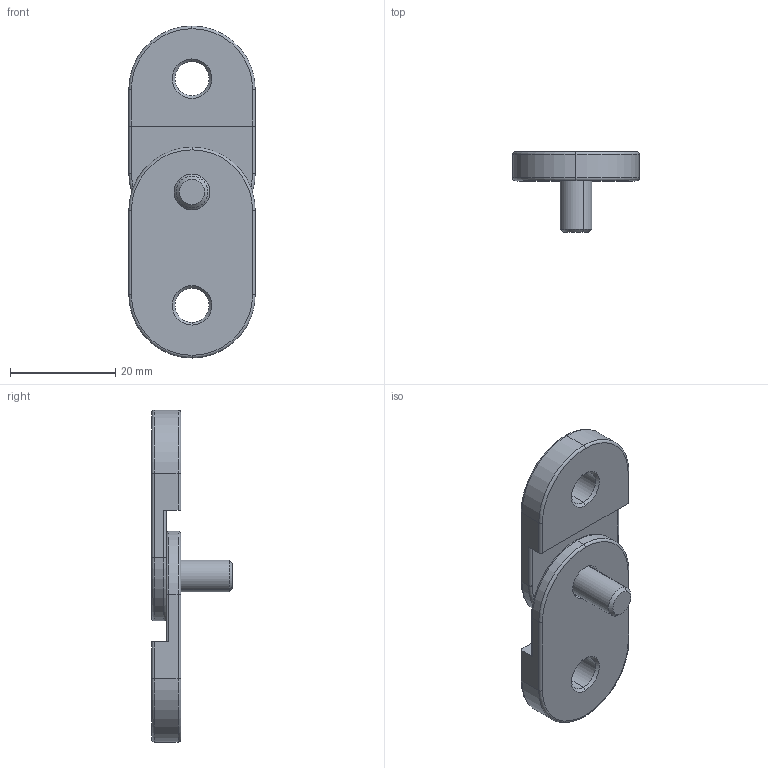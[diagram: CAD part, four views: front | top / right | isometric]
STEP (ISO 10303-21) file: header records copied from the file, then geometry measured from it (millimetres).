
FILE_DESCRIPTION (( 'STEP AP203' ), '1' );
FILE_NAME ('60180-V4A-V.step', '2022-01-20T13:49:21', ( '' ), ( '' ), 'SwSTEP 2.0', 'SolidWorks 2018', '' );
FILE_SCHEMA (( 'CONFIG_CONTROL_DESIGN' ));
Length unit declared in the file: millimetre
Products named in the file (8): 60180-V4A-V; 6018X-240-V Teil2_60180-V4A-V Teil2; 6018X-240-V Teil1_60180-V4A-V Teil1; DIN7991 M6x14; 6018X-240-V Teil2; 6018X-240-V Teil1; DIN7991 M6x14_DIN7991 M6x14 
Assembly tree (4 placements, depth 2):
  60180-V4A-V
    DIN7991 M6x14
  60180-V4A-V
    6018X-240-V Teil1_60180-V4A-V Teil1
    6018X-240-V Teil2_60180-V4A-V Teil2
    DIN7991 M6x14_DIN7991 M6x14 
  6018X-240-V Teil2
  6018X-240-V Teil1
Bounding box: 24 x 15.3 x 63 mm (x, y, z)
Volume: 6428.9 mm3; surface area: 4743.2 mm2
Topology: 3 solids, 3 shells, 322 faces, 812 edges, 525 vertices
Faces by surface type: plane 164, bspline 92, cylinder 32, cone 18, torus 16
Entity records: 15658 total; most frequent: CARTESIAN_POINT 7719, ORIENTED_EDGE 1618, DIRECTION 1213, EDGE_CURVE 809, VERTEX_POINT 523, LINE 517, VECTOR 517, EDGE_LOOP 360
